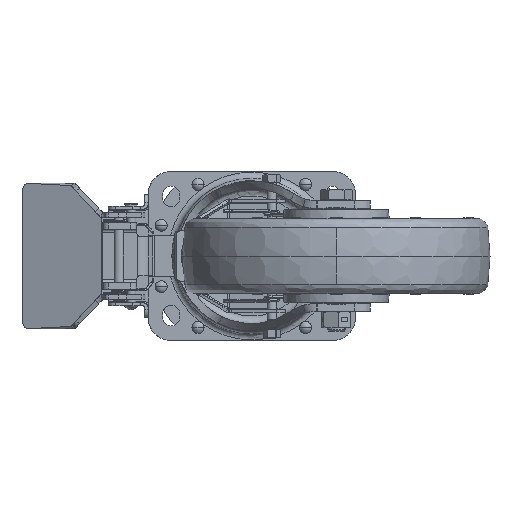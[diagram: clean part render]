
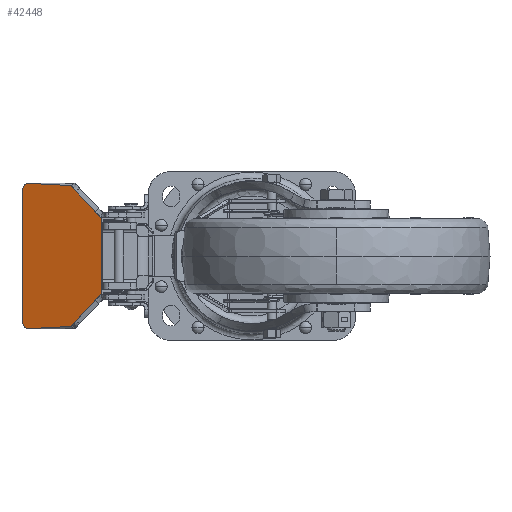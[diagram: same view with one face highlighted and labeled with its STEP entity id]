
A CAD part, front view. The second image highlights one B-rep face of the part: STEP entity #42448.
In plain terms, the highlighted planar face has unit normal (-0.342, -0.94, 0).
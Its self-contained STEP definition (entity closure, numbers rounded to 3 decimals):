
#8 = B_SPLINE_CURVE_WITH_KNOTS ( 'NONE', 3,
 ( #49360, #22336, #1265, #38128, #17067, #59560, #11456, #6165, #22686, #54998, #38475, #27941, #28294, #44421, #65868, #17767, #4607, #52367, #30957, #52709, #45116, #28963 ),
 .UNSPECIFIED., .F., .F.,
 ( 4, 2, 2, 2, 2, 2, 2, 2, 2, 2, 4 ),
 ( 0., 0.001, 0.002, 0.002, 0.003, 0.004, 0.005, 0.006, 0.006, 0.007, 0.008 ),
 .UNSPECIFIED. ) ;
#962 = VERTEX_POINT ( 'NONE', #11472 ) ;
#1265 = CARTESIAN_POINT ( 'NONE',  ( -149.494, 13.214, -42.907 ) ) ;
#1332 = ORIENTED_EDGE ( 'NONE', *, *, #34955, .F. ) ;
#2106 = ORIENTED_EDGE ( 'NONE', *, *, #26631, .T. ) ;
#2320 = AXIS2_PLACEMENT_3D ( 'NONE', #44181, #65624, #17523 ) ;
#2731 = CARTESIAN_POINT ( 'NONE',  ( -146.165, 12.002, 47.047 ) ) ;
#3073 = CARTESIAN_POINT ( 'NONE',  ( -145.703, 11.834, 47.167 ) ) ;
#3770 = CARTESIAN_POINT ( 'NONE',  ( -149.526, 13.225, 42.573 ) ) ;
#4123 = CARTESIAN_POINT ( 'NONE',  ( -147.841, 12.612, 46.098 ) ) ;
#4256 = VECTOR ( 'NONE', #15270, 1000. ) ;
#4607 = CARTESIAN_POINT ( 'NONE',  ( -146.623, 12.169, -46.874 ) ) ;
#5885 = ORIENTED_EDGE ( 'NONE', *, *, #49008, .F. ) ;
#6165 = CARTESIAN_POINT ( 'NONE',  ( -149.024, 13.043, -44.514 ) ) ;
#7109 = DIRECTION ( 'NONE',  ( 0., 0., -1. ) ) ;
#7452 = CARTESIAN_POINT ( 'NONE',  ( -97.529, -5.7, 25.25 ) ) ;
#8665 = VERTEX_POINT ( 'NONE', #54953 ) ;
#9693 = VECTOR ( 'NONE', #39931, 1000. ) ;
#11329 = CARTESIAN_POINT ( 'NONE',  ( -149.526, 13.225, 42.232 ) ) ;
#11456 = CARTESIAN_POINT ( 'NONE',  ( -149.211, 13.111, -44.046 ) ) ;
#11472 = CARTESIAN_POINT ( 'NONE',  ( -144.601, 11.433, -47.246 ) ) ;
#13177 = CARTESIAN_POINT ( 'NONE',  ( -98.298, -5.42, 25.25 ) ) ;
#13573 = EDGE_CURVE ( 'NONE', #28391, #60463, #68127, .T. ) ;
#13991 = CARTESIAN_POINT ( 'NONE',  ( -149.014, 13.039, 44.516 ) ) ;
#14786 = CARTESIAN_POINT ( 'NONE',  ( -144.601, 11.433, 47.246 ) ) ;
#15270 = DIRECTION ( 'NONE',  ( 0.94, -0.342, 0. ) ) ;
#15921 = DIRECTION ( 'NONE',  ( -0.939, 0.342, -0.048 ) ) ;
#16196 = CARTESIAN_POINT ( 'NONE',  ( -117.66, 1.627, -45.856 ) ) ;
#17067 = CARTESIAN_POINT ( 'NONE',  ( -149.361, 13.165, -43.563 ) ) ;
#17070 = EDGE_CURVE ( 'NONE', #48418, #31499, #62007, .T. ) ;
#17523 = DIRECTION ( 'NONE',  ( -0.94, 0.342, 0. ) ) ;
#17767 = CARTESIAN_POINT ( 'NONE',  ( -146.768, 12.222, -46.807 ) ) ;
#19265 = CARTESIAN_POINT ( 'NONE',  ( -145.858, 11.89, 47.132 ) ) ;
#19833 = VECTOR ( 'NONE', #25370, 1000. ) ;
#20041 = EDGE_CURVE ( 'NONE', #8665, #28391, #29340, .T. ) ;
#20115 = CARTESIAN_POINT ( 'NONE',  ( -117.66, 1.627, 45.856 ) ) ;
#21826 = VERTEX_POINT ( 'NONE', #50184 ) ;
#22209 = CARTESIAN_POINT ( 'NONE',  ( -97.529, -5.7, -25.25 ) ) ;
#22336 = CARTESIAN_POINT ( 'NONE',  ( -149.526, 13.225, -42.573 ) ) ;
#22660 = ORIENTED_EDGE ( 'NONE', *, *, #67933, .F. ) ;
#22686 = CARTESIAN_POINT ( 'NONE',  ( -148.872, 12.987, -44.809 ) ) ;
#24806 = CARTESIAN_POINT ( 'NONE',  ( -117.66, 1.627, -45.856 ) ) ;
#25030 = EDGE_CURVE ( 'NONE', #60463, #36652, #28172, .T. ) ;
#25070 = LINE ( 'NONE', #13177, #47895 ) ;
#25204 = CARTESIAN_POINT ( 'NONE',  ( -144.601, 11.433, 47.246 ) ) ;
#25370 = DIRECTION ( 'NONE',  ( 0.664, -0.242, -0.707 ) ) ;
#25559 = CARTESIAN_POINT ( 'NONE',  ( -149.366, 13.167, 43.576 ) ) ;
#26002 = EDGE_CURVE ( 'NONE', #27511, #962, #30672, .T. ) ;
#26631 = EDGE_CURVE ( 'NONE', #27511, #48418, #50814, .T. ) ;
#27511 = VERTEX_POINT ( 'NONE', #16196 ) ;
#27941 = CARTESIAN_POINT ( 'NONE',  ( -147.846, 12.614, -46.093 ) ) ;
#28172 = LINE ( 'NONE', #11329, #28725 ) ;
#28294 = CARTESIAN_POINT ( 'NONE',  ( -147.597, 12.523, -46.301 ) ) ;
#28391 = VERTEX_POINT ( 'NONE', #14786 ) ;
#28725 = VECTOR ( 'NONE', #53474, 1000. ) ;
#28963 = CARTESIAN_POINT ( 'NONE',  ( -144.601, 11.433, -47.246 ) ) ;
#29340 = LINE ( 'NONE', #62356, #63011 ) ;
#30468 = CARTESIAN_POINT ( 'NONE',  ( -145.237, 11.664, 47.244 ) ) ;
#30672 = LINE ( 'NONE', #31756, #66819 ) ;
#30957 = CARTESIAN_POINT ( 'NONE',  ( -145.871, 11.895, -47.138 ) ) ;
#31499 = VERTEX_POINT ( 'NONE', #22209 ) ;
#31756 = CARTESIAN_POINT ( 'NONE',  ( -117.66, 1.627, -45.856 ) ) ;
#34298 = EDGE_CURVE ( 'NONE', #36652, #962, #8, .T. ) ;
#34955 = EDGE_CURVE ( 'NONE', #21826, #57259, #25070, .T. ) ;
#35290 = DIRECTION ( 'NONE',  ( 0.94, -0.342, 0. ) ) ;
#36111 = CARTESIAN_POINT ( 'NONE',  ( -148.776, 12.953, 44.958 ) ) ;
#36652 = VERTEX_POINT ( 'NONE', #54773 ) ;
#38128 = CARTESIAN_POINT ( 'NONE',  ( -149.4, 13.179, -43.4 ) ) ;
#38475 = CARTESIAN_POINT ( 'NONE',  ( -148.303, 12.78, -45.626 ) ) ;
#39048 = CARTESIAN_POINT ( 'NONE',  ( -98.298, -5.42, -25.25 ) ) ;
#39931 = DIRECTION ( 'NONE',  ( 0.664, -0.242, 0.707 ) ) ;
#40579 = DIRECTION ( 'NONE',  ( -0.939, 0.342, 0.048 ) ) ;
#41374 = CARTESIAN_POINT ( 'NONE',  ( -146.318, 12.058, 46.996 ) ) ;
#41617 = CARTESIAN_POINT ( 'NONE',  ( -98.298, -5.42, -25.25 ) ) ;
#41726 = CARTESIAN_POINT ( 'NONE',  ( -149.084, 13.064, 44.365 ) ) ;
#42448 = ADVANCED_FACE ( 'NONE', ( #65304 ), #50491, .T. ) ;
#44181 = CARTESIAN_POINT ( 'NONE',  ( -98.026, -5.519, 47.5 ) ) ;
#44421 = CARTESIAN_POINT ( 'NONE',  ( -147.193, 12.376, -46.572 ) ) ;
#45116 = CARTESIAN_POINT ( 'NONE',  ( -144.921, 11.549, -47.262 ) ) ;
#45601 = CARTESIAN_POINT ( 'NONE',  ( -147.586, 12.519, 46.31 ) ) ;
#46642 = CARTESIAN_POINT ( 'NONE',  ( -148.861, 12.983, 44.812 ) ) ;
#46805 = LINE ( 'NONE', #20115, #19833 ) ;
#47895 = VECTOR ( 'NONE', #35290, 1000. ) ;
#48418 = VERTEX_POINT ( 'NONE', #39048 ) ;
#49008 = EDGE_CURVE ( 'NONE', #8665, #21826, #46805, .T. ) ;
#49360 = CARTESIAN_POINT ( 'NONE',  ( -149.526, 13.225, -42.232 ) ) ;
#50184 = CARTESIAN_POINT ( 'NONE',  ( -98.298, -5.42, 25.25 ) ) ;
#50491 = PLANE ( 'NONE',  #2320 ) ;
#50814 = LINE ( 'NONE', #24806, #9693 ) ;
#51221 = CARTESIAN_POINT ( 'NONE',  ( -148.299, 12.779, 45.632 ) ) ;
#51561 = CARTESIAN_POINT ( 'NONE',  ( -147.05, 12.324, 46.668 ) ) ;
#51913 = CARTESIAN_POINT ( 'NONE',  ( -149.494, 13.214, 42.91 ) ) ;
#52263 = CARTESIAN_POINT ( 'NONE',  ( -146.766, 12.221, 46.817 ) ) ;
#52310 = ORIENTED_EDGE ( 'NONE', *, *, #26002, .F. ) ;
#52367 = CARTESIAN_POINT ( 'NONE',  ( -146.179, 12.007, -47.051 ) ) ;
#52709 = CARTESIAN_POINT ( 'NONE',  ( -145.239, 11.665, -47.244 ) ) ;
#53474 = DIRECTION ( 'NONE',  ( 0., 0., -1. ) ) ;
#53544 = VECTOR ( 'NONE', #7109, 1000. ) ;
#54773 = CARTESIAN_POINT ( 'NONE',  ( -149.526, 13.225, -42.232 ) ) ;
#54953 = CARTESIAN_POINT ( 'NONE',  ( -117.66, 1.627, 45.856 ) ) ;
#54998 = CARTESIAN_POINT ( 'NONE',  ( -148.513, 12.857, -45.364 ) ) ;
#55437 = EDGE_LOOP ( 'NONE', ( #52310, #2106, #64268, #22660, #1332, #5885, #64860, #55690, #61705, #62085 ) ) ;
#55690 = ORIENTED_EDGE ( 'NONE', *, *, #13573, .T. ) ;
#56557 = CARTESIAN_POINT ( 'NONE',  ( -97.529, -5.7, 25.25 ) ) ;
#56860 = CARTESIAN_POINT ( 'NONE',  ( -149.526, 13.225, 42.232 ) ) ;
#57209 = CARTESIAN_POINT ( 'NONE',  ( -144.921, 11.549, 47.262 ) ) ;
#57259 = VERTEX_POINT ( 'NONE', #56557 ) ;
#58622 = CARTESIAN_POINT ( 'NONE',  ( -149.526, 13.225, 42.232 ) ) ;
#59560 = CARTESIAN_POINT ( 'NONE',  ( -149.267, 13.131, -43.885 ) ) ;
#60463 = VERTEX_POINT ( 'NONE', #58622 ) ;
#60534 = LINE ( 'NONE', #7452, #53544 ) ;
#61705 = ORIENTED_EDGE ( 'NONE', *, *, #25030, .T. ) ;
#62007 = LINE ( 'NONE', #41617, #4256 ) ;
#62085 = ORIENTED_EDGE ( 'NONE', *, *, #34298, .T. ) ;
#62356 = CARTESIAN_POINT ( 'NONE',  ( -117.66, 1.627, 45.856 ) ) ;
#62815 = CARTESIAN_POINT ( 'NONE',  ( -148.504, 12.853, 45.376 ) ) ;
#63011 = VECTOR ( 'NONE', #40579, 1000. ) ;
#64268 = ORIENTED_EDGE ( 'NONE', *, *, #17070, .T. ) ;
#64860 = ORIENTED_EDGE ( 'NONE', *, *, #20041, .T. ) ;
#65304 = FACE_OUTER_BOUND ( 'NONE', #55437, .T. ) ;
#65624 = DIRECTION ( 'NONE',  ( -0.342, -0.94, 0. ) ) ;
#65868 = CARTESIAN_POINT ( 'NONE',  ( -147.053, 12.325, -46.656 ) ) ;
#66819 = VECTOR ( 'NONE', #15921, 1000. ) ;
#67933 = EDGE_CURVE ( 'NONE', #57259, #31499, #60534, .T. ) ;
#68059 = CARTESIAN_POINT ( 'NONE',  ( -149.27, 13.132, 43.901 ) ) ;
#68127 = B_SPLINE_CURVE_WITH_KNOTS ( 'NONE', 3,
 ( #25204, #57209, #30468, #3073, #19265, #2731, #41374, #52263, #51561, #45601, #4123, #51221, #62815, #36111, #46642, #13991, #41726, #68059, #25559, #51913, #3770, #56860 ),
 .UNSPECIFIED., .F., .F.,
 ( 4, 2, 2, 2, 2, 2, 2, 2, 2, 2, 4 ),
 ( 0., 0.001, 0.002, 0.002, 0.003, 0.004, 0.005, 0.006, 0.006, 0.007, 0.008 ),
 .UNSPECIFIED. ) ;
